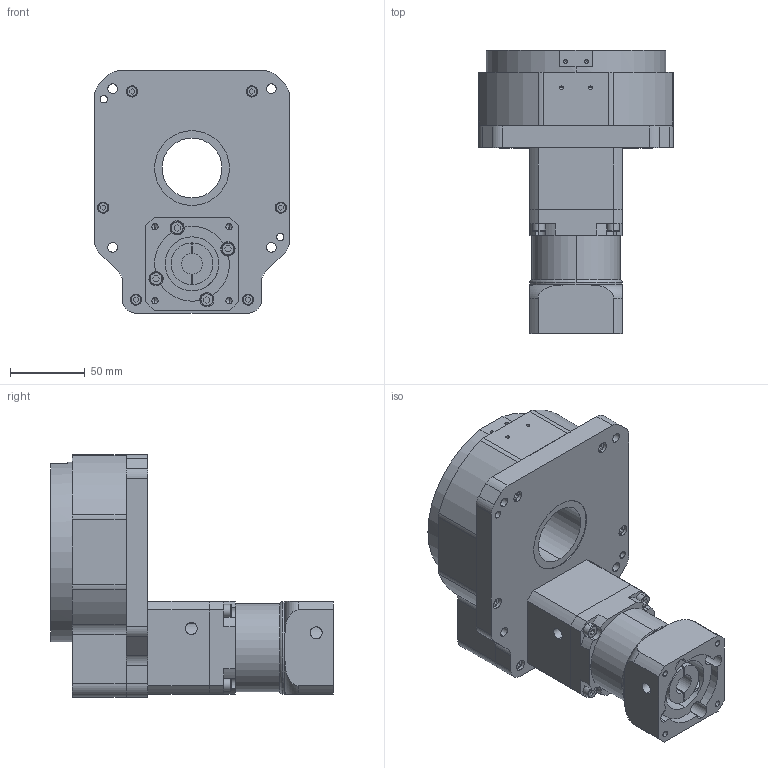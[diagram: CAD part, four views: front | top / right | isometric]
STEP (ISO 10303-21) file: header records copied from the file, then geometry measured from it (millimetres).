
FILE_DESCRIPTION (( 'STEP AP214' ), '1' );
FILE_NAME ('HRP130-H-XX-14-50-70-M5_2019.STEP', '2019-03-12T00:43:19', ( 'Y' ), ( 'NCU' ), 'SwSTEP 2.0', 'SolidWorks 2015', '' );
FILE_SCHEMA (( 'AUTOMOTIVE_DESIGN' ));
Length unit declared in the file: millimetre
Products named in the file (1): HRP130-H-XX-14-50-70-M5_2019
Bounding box: 130 x 189 x 162 mm (x, y, z)
Volume: 1346807.5 mm3; surface area: 148508.7 mm2
Topology: 2 solids, 16 shells, 650 faces, 1537 edges, 968 vertices
Faces by surface type: plane 282, cylinder 274, cone 52, torus 42
Entity records: 20905 total; most frequent: CARTESIAN_POINT 3742, DIRECTION 3429, ORIENTED_EDGE 2986, EDGE_CURVE 1493, AXIS2_PLACEMENT_3D 1305, VERTEX_POINT 968, LINE 819, VECTOR 819
